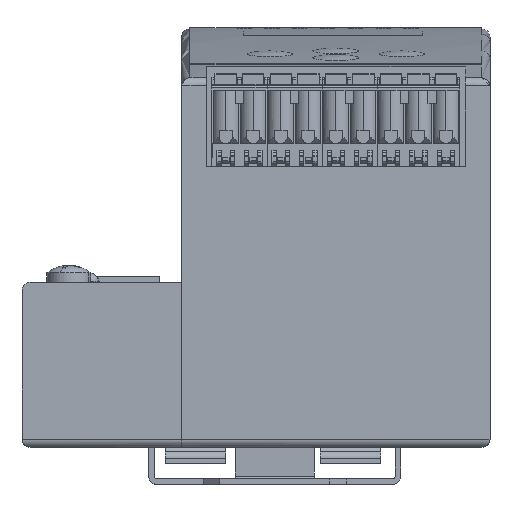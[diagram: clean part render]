
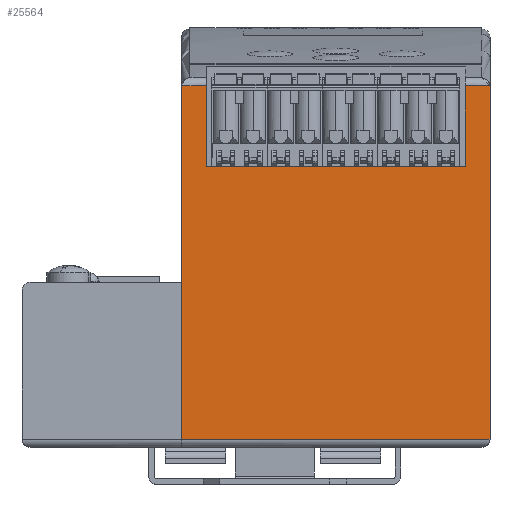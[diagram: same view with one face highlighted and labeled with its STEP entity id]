
A CAD part, front view. The second image highlights one B-rep face of the part: STEP entity #25564.
In plain terms, the highlighted planar face has unit normal (0, -1, 0).
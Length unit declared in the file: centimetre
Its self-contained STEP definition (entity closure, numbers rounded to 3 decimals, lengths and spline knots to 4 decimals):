
#1227=PLANE('',#32481);
#2165=B_SPLINE_CURVE_WITH_KNOTS('',3,(#34337,#34338,#34339,#34340,#34341,
#34342,#34343,#34344,#34345,#34346,#34347,#34348,#34349,#34350,#34351,#34352,
#34353,#34354,#34355,#34356,#34357,#34358,#34359,#34360,#34361,#34362,#34363,
#34364,#34365,#34366,#34367,#34368,#34369,#34370),.UNSPECIFIED.,.T.,.U.,
(4,2,2,2,2,2,2,2,2,2,2,2,2,2,2,2,4),(0.,0.0553,0.111,
0.167,0.2234,0.2798,0.3358,
0.3915,0.4468,0.5022,0.5578,
0.6139,0.6702,0.7266,0.7827,
0.8383,0.8937),.UNSPECIFIED.);
#2168=B_SPLINE_CURVE_WITH_KNOTS('',3,(#34415,#34416,#34417,#34418,#34419,
#34420,#34421,#34422,#34423,#34424,#34425,#34426,#34427,#34428,#34429,#34430,
#34431,#34432,#34433,#34434,#34435,#34436,#34437,#34438,#34439,#34440,#34441,
#34442,#34443,#34444,#34445,#34446,#34447,#34448),.UNSPECIFIED.,.T.,.U.,
(4,2,2,2,2,2,2,2,2,2,2,2,2,2,2,2,4),(0.,0.0553,0.111,
0.167,0.2234,0.2798,0.3358,0.3915,
0.4468,0.5022,0.5578,0.6139,
0.6702,0.7266,0.7827,0.8383,0.8937),
 .UNSPECIFIED.);
#2500=VECTOR('',#27010,1.);
#2503=VECTOR('',#27019,1.);
#2508=VECTOR('',#27037,1.);
#2511=VECTOR('',#27043,1.);
#2515=VECTOR('',#27054,1.);
#2516=VECTOR('',#27055,1.);
#2517=VECTOR('',#27056,1.);
#2518=VECTOR('',#27057,1.);
#5179=LINE('',#34389,#2500);
#5182=LINE('',#34397,#2503);
#5187=LINE('',#34462,#2508);
#5190=LINE('',#34467,#2511);
#5194=LINE('',#34480,#2515);
#5195=LINE('',#34481,#2516);
#5196=LINE('',#34482,#2517);
#5197=LINE('',#34484,#2518);
#8113=VERTEX_POINT('',#34336);
#8114=VERTEX_POINT('',#34371);
#8115=VERTEX_POINT('',#34386);
#8118=VERTEX_POINT('',#34396);
#8119=VERTEX_POINT('',#34398);
#8121=VERTEX_POINT('',#34449);
#8122=VERTEX_POINT('',#34456);
#8125=VERTEX_POINT('',#34461);
#8126=VERTEX_POINT('',#34468);
#8130=VERTEX_POINT('',#34483);
#11146=EDGE_CURVE('',#8113,#8114,#2165,.T.);
#11150=EDGE_CURVE('',#8114,#8115,#5179,.T.);
#11154=EDGE_CURVE('',#8118,#8119,#5182,.T.);
#11158=EDGE_CURVE('',#8119,#8121,#2168,.T.);
#11165=EDGE_CURVE('',#8125,#8122,#5187,.T.);
#11168=EDGE_CURVE('',#8126,#8115,#5190,.T.);
#11175=EDGE_CURVE('',#8113,#8122,#5194,.T.);
#11176=EDGE_CURVE('',#8125,#8121,#5195,.T.);
#11177=EDGE_CURVE('',#8118,#8130,#5196,.T.);
#11178=EDGE_CURVE('',#8130,#8126,#5197,.T.);
#14966=ORIENTED_EDGE('',*,*,#11150,.F.);
#14967=ORIENTED_EDGE('',*,*,#11146,.F.);
#14968=ORIENTED_EDGE('',*,*,#11175,.T.);
#14969=ORIENTED_EDGE('',*,*,#11165,.F.);
#14970=ORIENTED_EDGE('',*,*,#11176,.T.);
#14971=ORIENTED_EDGE('',*,*,#11158,.F.);
#14972=ORIENTED_EDGE('',*,*,#11154,.F.);
#14973=ORIENTED_EDGE('',*,*,#11177,.T.);
#14974=ORIENTED_EDGE('',*,*,#11178,.T.);
#14975=ORIENTED_EDGE('',*,*,#11168,.T.);
#22467=EDGE_LOOP('',(#14966,#14967,#14968,#14969,#14970,#14971,#14972,#14973,
#14974,#14975));
#24016=FACE_BOUND('',#22467,.T.);
#25564=ADVANCED_FACE('',(#24016),#1227,.T.);
#27010=DIRECTION('',(1.,0.,0.));
#27019=DIRECTION('',(1.,0.,0.));
#27037=DIRECTION('',(-1.,0.,0.));
#27043=DIRECTION('',(0.,0.,1.));
#27053=DIRECTION('',(0.,-1.,0.));
#27054=DIRECTION('',(0.,0.,-1.));
#27055=DIRECTION('',(0.,0.,1.));
#27056=DIRECTION('',(0.,0.,-1.));
#27057=DIRECTION('',(-1.,0.,0.));
#32481=AXIS2_PLACEMENT_3D('',#34479,#27053,$);
#34336=CARTESIAN_POINT('',(-2.8,-6.05,6.5483));
#34337=CARTESIAN_POINT('',(-2.65,-6.05,6.7));
#34338=CARTESIAN_POINT('',(-2.6316,-6.05,6.7));
#34339=CARTESIAN_POINT('',(-2.6099,-6.05,6.6956));
#34340=CARTESIAN_POINT('',(-2.5757,-6.05,6.6814));
#34341=CARTESIAN_POINT('',(-2.5572,-6.05,6.669));
#34342=CARTESIAN_POINT('',(-2.531,-6.05,6.6425));
#34343=CARTESIAN_POINT('',(-2.5186,-6.05,6.6239));
#34344=CARTESIAN_POINT('',(-2.5044,-6.05,6.5892));
#34345=CARTESIAN_POINT('',(-2.5,-6.05,6.5671));
#34346=CARTESIAN_POINT('',(-2.5,-6.05,6.5295));
#34347=CARTESIAN_POINT('',(-2.5044,-6.05,6.5074));
#34348=CARTESIAN_POINT('',(-2.5186,-6.05,6.4727));
#34349=CARTESIAN_POINT('',(-2.531,-6.05,6.454));
#34350=CARTESIAN_POINT('',(-2.5572,-6.05,6.4276));
#34351=CARTESIAN_POINT('',(-2.5757,-6.05,6.4152));
#34352=CARTESIAN_POINT('',(-2.6099,-6.05,6.4009));
#34353=CARTESIAN_POINT('',(-2.6316,-6.05,6.3966));
#34354=CARTESIAN_POINT('',(-2.6684,-6.05,6.3966));
#34355=CARTESIAN_POINT('',(-2.6901,-6.05,6.4009));
#34356=CARTESIAN_POINT('',(-2.7243,-6.05,6.4152));
#34357=CARTESIAN_POINT('',(-2.7428,-6.05,6.4276));
#34358=CARTESIAN_POINT('',(-2.769,-6.05,6.454));
#34359=CARTESIAN_POINT('',(-2.7814,-6.05,6.4727));
#34360=CARTESIAN_POINT('',(-2.7956,-6.05,6.5074));
#34361=CARTESIAN_POINT('',(-2.8,-6.05,6.5295));
#34362=CARTESIAN_POINT('',(-2.8,-6.05,6.5671));
#34363=CARTESIAN_POINT('',(-2.7956,-6.05,6.5892));
#34364=CARTESIAN_POINT('',(-2.7814,-6.05,6.6239));
#34365=CARTESIAN_POINT('',(-2.769,-6.05,6.6425));
#34366=CARTESIAN_POINT('',(-2.7428,-6.05,6.669));
#34367=CARTESIAN_POINT('',(-2.7243,-6.05,6.6814));
#34368=CARTESIAN_POINT('',(-2.6901,-6.05,6.6956));
#34369=CARTESIAN_POINT('',(-2.6684,-6.05,6.7));
#34370=CARTESIAN_POINT('',(-2.65,-6.05,6.7));
#34371=CARTESIAN_POINT('',(-2.7983,-6.05,6.5709));
#34386=CARTESIAN_POINT('',(-2.35,-6.05,6.5709));
#34389=CARTESIAN_POINT('',(-2.8,-6.05,6.5709));
#34396=CARTESIAN_POINT('',(2.35,-6.05,6.5709));
#34397=CARTESIAN_POINT('',(-2.8,-6.05,6.5709));
#34398=CARTESIAN_POINT('',(2.7983,-6.05,6.5709));
#34415=CARTESIAN_POINT('',(2.65,-6.05,6.7));
#34416=CARTESIAN_POINT('',(2.6684,-6.05,6.7));
#34417=CARTESIAN_POINT('',(2.6901,-6.05,6.6956));
#34418=CARTESIAN_POINT('',(2.7243,-6.05,6.6814));
#34419=CARTESIAN_POINT('',(2.7428,-6.05,6.669));
#34420=CARTESIAN_POINT('',(2.769,-6.05,6.6425));
#34421=CARTESIAN_POINT('',(2.7814,-6.05,6.6239));
#34422=CARTESIAN_POINT('',(2.7956,-6.05,6.5892));
#34423=CARTESIAN_POINT('',(2.8,-6.05,6.5671));
#34424=CARTESIAN_POINT('',(2.8,-6.05,6.5295));
#34425=CARTESIAN_POINT('',(2.7956,-6.05,6.5074));
#34426=CARTESIAN_POINT('',(2.7814,-6.05,6.4727));
#34427=CARTESIAN_POINT('',(2.769,-6.05,6.454));
#34428=CARTESIAN_POINT('',(2.7428,-6.05,6.4276));
#34429=CARTESIAN_POINT('',(2.7243,-6.05,6.4152));
#34430=CARTESIAN_POINT('',(2.6901,-6.05,6.4009));
#34431=CARTESIAN_POINT('',(2.6684,-6.05,6.3966));
#34432=CARTESIAN_POINT('',(2.6316,-6.05,6.3966));
#34433=CARTESIAN_POINT('',(2.6099,-6.05,6.4009));
#34434=CARTESIAN_POINT('',(2.5757,-6.05,6.4152));
#34435=CARTESIAN_POINT('',(2.5572,-6.05,6.4276));
#34436=CARTESIAN_POINT('',(2.531,-6.05,6.454));
#34437=CARTESIAN_POINT('',(2.5186,-6.05,6.4727));
#34438=CARTESIAN_POINT('',(2.5044,-6.05,6.5074));
#34439=CARTESIAN_POINT('',(2.5,-6.05,6.5295));
#34440=CARTESIAN_POINT('',(2.5,-6.05,6.5671));
#34441=CARTESIAN_POINT('',(2.5044,-6.05,6.5892));
#34442=CARTESIAN_POINT('',(2.5186,-6.05,6.6239));
#34443=CARTESIAN_POINT('',(2.531,-6.05,6.6425));
#34444=CARTESIAN_POINT('',(2.5572,-6.05,6.669));
#34445=CARTESIAN_POINT('',(2.5757,-6.05,6.6814));
#34446=CARTESIAN_POINT('',(2.6099,-6.05,6.6956));
#34447=CARTESIAN_POINT('',(2.6316,-6.05,6.7));
#34448=CARTESIAN_POINT('',(2.65,-6.05,6.7));
#34449=CARTESIAN_POINT('',(2.8,-6.05,6.5483));
#34456=CARTESIAN_POINT('',(-2.8,-6.05,0.15));
#34461=CARTESIAN_POINT('',(2.8,-6.05,0.15));
#34462=CARTESIAN_POINT('',(-2.8,-6.05,0.15));
#34467=CARTESIAN_POINT('',(-2.35,-6.05,6.175));
#34468=CARTESIAN_POINT('',(-2.35,-6.05,5.1));
#34479=CARTESIAN_POINT('',(-2.8,-6.05,3.35));
#34480=CARTESIAN_POINT('',(-2.8,-6.05,6.7));
#34481=CARTESIAN_POINT('',(2.8,-6.05,6.7));
#34482=CARTESIAN_POINT('',(2.35,-6.05,6.175));
#34483=CARTESIAN_POINT('',(2.35,-6.05,5.1));
#34484=CARTESIAN_POINT('',(-1.4,-6.05,5.1));
